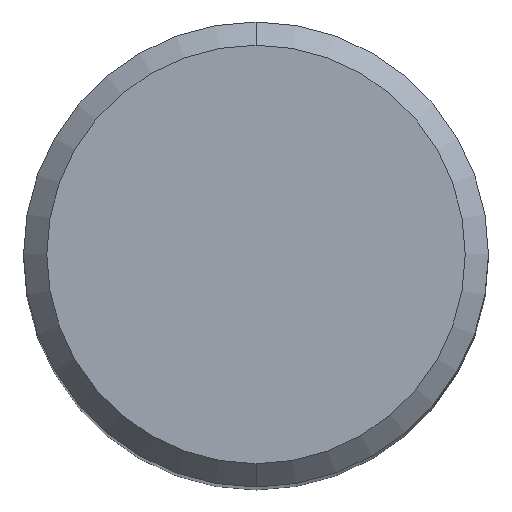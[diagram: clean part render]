
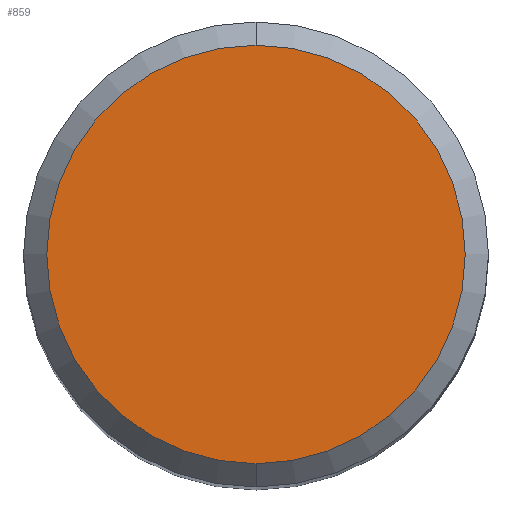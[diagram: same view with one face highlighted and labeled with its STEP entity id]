
A CAD part, top view. The second image highlights one B-rep face of the part: STEP entity #859.
In plain terms, the highlighted planar face has unit normal (0, 0, 1).
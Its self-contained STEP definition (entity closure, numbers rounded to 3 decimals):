
#363=EDGE_CURVE('',#519,#891,#977,.T.);
#519=VERTEX_POINT('',#1145);
#803=EDGE_CURVE('',#891,#519,#1458,.T.);
#859=ADVANCED_FACE('',(#1519),#1520,.T.);
#891=VERTEX_POINT('',#1555);
#977=CIRCLE('',#1739,5.4);
#1145=CARTESIAN_POINT('',(0.,-5.4,0.0));
#1458=CIRCLE('',#5377,5.4);
#1519=FACE_OUTER_BOUND('',#5640,.T.);
#1520=PLANE('',#5641);
#1555=CARTESIAN_POINT('',(0.0,5.4,0.0));
#1739=AXIS2_PLACEMENT_3D('',#7744,#7745,#7746);
#5377=AXIS2_PLACEMENT_3D('',#8227,#8228,#8229);
#5640=EDGE_LOOP('',(#8318,#8319));
#5641=AXIS2_PLACEMENT_3D('',#8320,#8321,#8322);
#7744=CARTESIAN_POINT('',(0.0,0.0,0.0));
#7745=DIRECTION('',(0.0,0.0,-1.0));
#7746=DIRECTION('',(0.0,1.0,0.0));
#8227=CARTESIAN_POINT('',(0.0,0.0,0.0));
#8228=DIRECTION('',(0.0,0.0,-1.0));
#8229=DIRECTION('',(0.0,1.0,0.0));
#8318=ORIENTED_EDGE('',*,*,#803,.F.);
#8319=ORIENTED_EDGE('',*,*,#363,.F.);
#8320=CARTESIAN_POINT('',(0.0,2.7,0.0));
#8321=DIRECTION('',(-0.0,0.0,1.0));
#8322=DIRECTION('',(0.0,-1.0,0.0));
